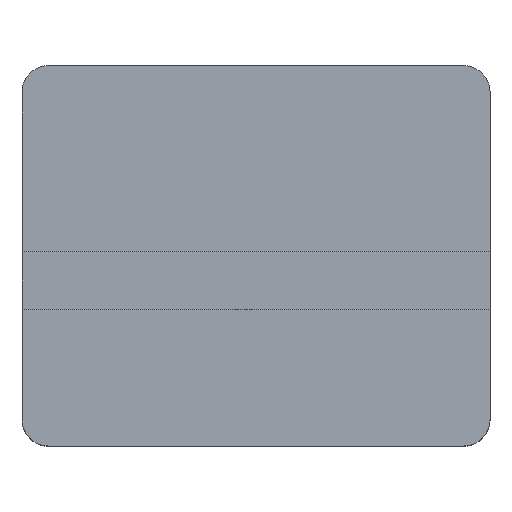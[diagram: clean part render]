
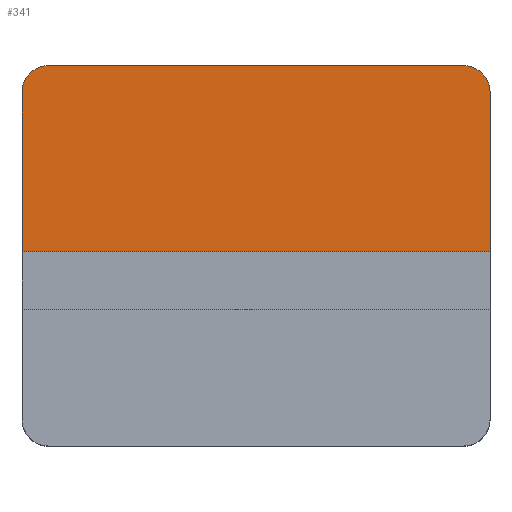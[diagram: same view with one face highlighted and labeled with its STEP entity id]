
A CAD part, top view. The second image highlights one B-rep face of the part: STEP entity #341.
In plain terms, the highlighted planar face has unit normal (0, 0, 1).
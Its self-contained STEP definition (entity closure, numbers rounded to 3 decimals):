
#20=CIRCLE('',#375,1.);
#21=CIRCLE('',#376,1.);
#31=FACE_OUTER_BOUND('',#50,.T.);
#50=EDGE_LOOP('',(#239,#240,#241,#242,#243,#244));
#67=LINE('',#498,#107);
#77=LINE('',#518,#117);
#78=LINE('',#522,#118);
#79=LINE('',#525,#119);
#107=VECTOR('',#402,10.);
#117=VECTOR('',#418,10.);
#118=VECTOR('',#421,10.);
#119=VECTOR('',#424,10.);
#147=VERTEX_POINT('',#496);
#148=VERTEX_POINT('',#497);
#155=VERTEX_POINT('',#517);
#156=VERTEX_POINT('',#519);
#157=VERTEX_POINT('',#521);
#158=VERTEX_POINT('',#523);
#179=EDGE_CURVE('',#147,#148,#67,.T.);
#189=EDGE_CURVE('',#148,#155,#77,.T.);
#190=EDGE_CURVE('',#156,#155,#20,.T.);
#191=EDGE_CURVE('',#156,#157,#78,.T.);
#192=EDGE_CURVE('',#158,#157,#21,.T.);
#193=EDGE_CURVE('',#158,#147,#79,.T.);
#239=ORIENTED_EDGE('',*,*,#179,.T.);
#240=ORIENTED_EDGE('',*,*,#189,.T.);
#241=ORIENTED_EDGE('',*,*,#190,.F.);
#242=ORIENTED_EDGE('',*,*,#191,.T.);
#243=ORIENTED_EDGE('',*,*,#192,.F.);
#244=ORIENTED_EDGE('',*,*,#193,.T.);
#326=PLANE('',#374);
#341=ADVANCED_FACE('',(#31),#326,.T.);
#374=AXIS2_PLACEMENT_3D('',#516,#416,#417);
#375=AXIS2_PLACEMENT_3D('',#520,#419,#420);
#376=AXIS2_PLACEMENT_3D('',#524,#422,#423);
#402=DIRECTION('',(1.,0.,0.));
#416=DIRECTION('center_axis',(0.,0.,1.));
#417=DIRECTION('ref_axis',(1.,0.,0.));
#418=DIRECTION('',(0.,1.,0.));
#419=DIRECTION('center_axis',(0.,0.,-1.));
#420=DIRECTION('ref_axis',(0.707,0.707,0.));
#421=DIRECTION('',(-1.,0.,0.));
#422=DIRECTION('center_axis',(0.,0.,-1.));
#423=DIRECTION('ref_axis',(-0.707,0.707,0.));
#424=DIRECTION('',(0.,-1.,0.));
#496=CARTESIAN_POINT('',(50.528,-2.495,9.049));
#497=CARTESIAN_POINT('',(68.328,-2.495,9.049));
#498=CARTESIAN_POINT('',(54.978,-2.495,9.049));
#516=CARTESIAN_POINT('Origin',(59.428,-2.66,9.049));
#517=CARTESIAN_POINT('',(68.328,3.575,9.049));
#518=CARTESIAN_POINT('',(68.328,-9.895,9.049));
#519=CARTESIAN_POINT('',(67.328,4.575,9.049));
#520=CARTESIAN_POINT('Origin',(67.328,3.575,9.049));
#521=CARTESIAN_POINT('',(51.528,4.575,9.049));
#522=CARTESIAN_POINT('',(68.328,4.575,9.049));
#523=CARTESIAN_POINT('',(50.528,3.575,9.049));
#524=CARTESIAN_POINT('Origin',(51.528,3.575,9.049));
#525=CARTESIAN_POINT('',(50.528,4.575,9.049));
